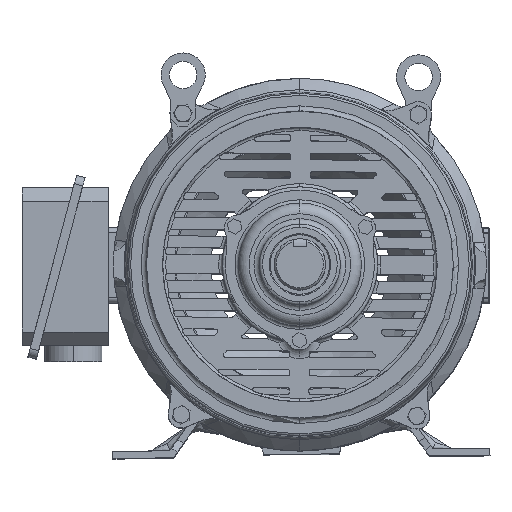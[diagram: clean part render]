
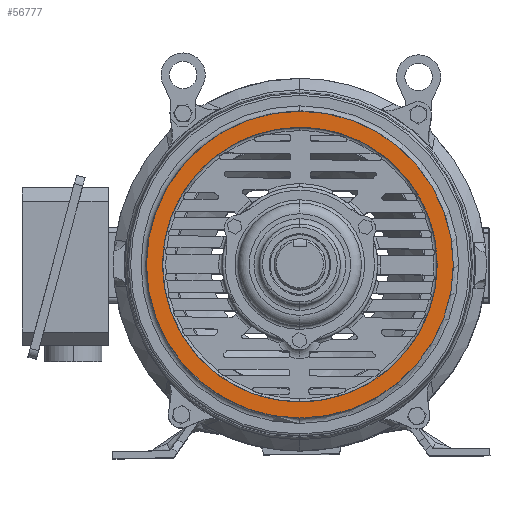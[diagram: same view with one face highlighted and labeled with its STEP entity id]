
A CAD part, top view. The second image highlights one B-rep face of the part: STEP entity #56777.
In plain terms, the highlighted face is planar.
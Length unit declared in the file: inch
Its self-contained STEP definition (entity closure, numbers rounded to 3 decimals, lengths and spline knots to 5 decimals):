
#1689 = CIRCLE ( 'NONE', #58334, 5. ) ;
#3996 = EDGE_CURVE ( 'NONE', #84204, #41049, #1689, .T. ) ;
#5758 = DIRECTION ( 'NONE',  ( -1., 0., 0. ) ) ;
#6264 = DIRECTION ( 'NONE',  ( -1., 0., 0. ) ) ;
#20349 = DIRECTION ( 'NONE',  ( -1., 0., 0. ) ) ;
#21225 = CARTESIAN_POINT ( 'NONE',  ( -19.09904, 7., -37.19593 ) ) ;
#25041 = FACE_OUTER_BOUND ( 'NONE', #63230, .T. ) ;
#28438 = EDGE_LOOP ( 'NONE', ( #66388, #81409 ) ) ;
#32019 = AXIS2_PLACEMENT_3D ( 'NONE', #104038, #6264, #32421 ) ;
#32421 = DIRECTION ( 'NONE',  ( 0., 1., 0. ) ) ;
#34325 = CARTESIAN_POINT ( 'NONE',  ( -19.09904, 1.40945, -37.19593 ) ) ;
#35171 = EDGE_CURVE ( 'NONE', #44058, #74482, #67433, .T. ) ;
#41049 = VERTEX_POINT ( 'NONE', #56562 ) ;
#43725 = CIRCLE ( 'NONE', #109556, 5. ) ;
#44058 = VERTEX_POINT ( 'NONE', #64211 ) ;
#55392 = ORIENTED_EDGE ( 'NONE', *, *, #35171, .F. ) ;
#56562 = CARTESIAN_POINT ( 'NONE',  ( -19.09904, 12., -37.19593 ) ) ;
#56777 = ADVANCED_FACE ( 'NONE', ( #114229, #25041 ), #60349, .F. ) ;
#58334 = AXIS2_PLACEMENT_3D ( 'NONE', #21225, #109225, #109590 ) ;
#58403 = CARTESIAN_POINT ( 'NONE',  ( -19.09904, 7., -37.19593 ) ) ;
#60349 = PLANE ( 'NONE',  #92011 ) ;
#60724 = DIRECTION ( 'NONE',  ( 0., -1., 0. ) ) ;
#62005 = AXIS2_PLACEMENT_3D ( 'NONE', #109496, #20349, #100542 ) ;
#63230 = EDGE_LOOP ( 'NONE', ( #55392, #64056 ) ) ;
#64056 = ORIENTED_EDGE ( 'NONE', *, *, #110647, .F. ) ;
#64211 = CARTESIAN_POINT ( 'NONE',  ( -19.09904, 12.59055, -37.19593 ) ) ;
#66388 = ORIENTED_EDGE ( 'NONE', *, *, #76226, .T. ) ;
#67433 = CIRCLE ( 'NONE', #62005, 5.59055 ) ;
#69705 = CARTESIAN_POINT ( 'NONE',  ( -19.09904, 11.99993, -37.22231 ) ) ;
#70931 = CARTESIAN_POINT ( 'NONE',  ( -19.09904, 2., -37.19593 ) ) ;
#74482 = VERTEX_POINT ( 'NONE', #34325 ) ;
#76226 = EDGE_CURVE ( 'NONE', #41049, #84204, #43725, .T. ) ;
#78618 = DIRECTION ( 'NONE',  ( -1., 0., 0. ) ) ;
#81409 = ORIENTED_EDGE ( 'NONE', *, *, #3996, .T. ) ;
#84204 = VERTEX_POINT ( 'NONE', #70931 ) ;
#85990 = DIRECTION ( 'NONE',  ( 0., 1., 0. ) ) ;
#87205 = CIRCLE ( 'NONE', #32019, 5.59055 ) ;
#92011 = AXIS2_PLACEMENT_3D ( 'NONE', #69705, #78618, #60724 ) ;
#100542 = DIRECTION ( 'NONE',  ( 0., 1., 0. ) ) ;
#104038 = CARTESIAN_POINT ( 'NONE',  ( -19.09904, 7., -37.19593 ) ) ;
#109225 = DIRECTION ( 'NONE',  ( -1., 0., 0. ) ) ;
#109496 = CARTESIAN_POINT ( 'NONE',  ( -19.09904, 7., -37.19593 ) ) ;
#109556 = AXIS2_PLACEMENT_3D ( 'NONE', #58403, #5758, #85990 ) ;
#109590 = DIRECTION ( 'NONE',  ( 0., 1., 0. ) ) ;
#110647 = EDGE_CURVE ( 'NONE', #74482, #44058, #87205, .T. ) ;
#114229 = FACE_BOUND ( 'NONE', #28438, .T. ) ;
